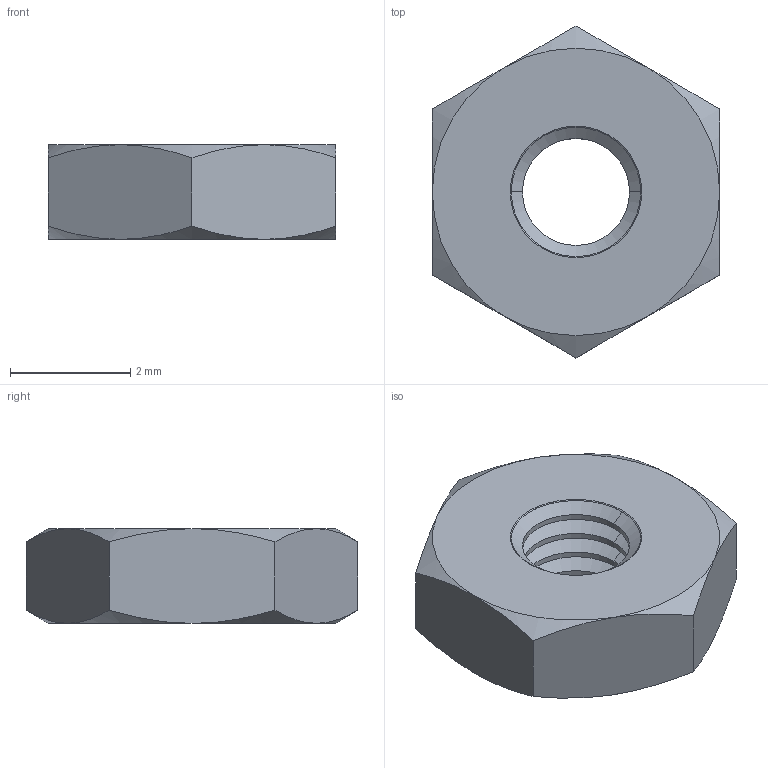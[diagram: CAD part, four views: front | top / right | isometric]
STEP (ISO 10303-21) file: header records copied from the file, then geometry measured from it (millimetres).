
FILE_DESCRIPTION (( 'STEP AP203' ), '1' );
FILE_NAME ('hex nut_quanser ansi inch_HNUT 0.086-56-D-S_sldprt.STEP', '2016-06-02T17:09:24', ( 'Shusen Zhang' ), ( 'MathWorks' ), 'SwSTEP 2.0', 'SolidWorks 2015', '' );
FILE_SCHEMA (( 'CONFIG_CONTROL_DESIGN' ));
Length unit declared in the file: inch
Products named in the file (1): hex nut_quanser ansi inch_HNUT 0.086-56-D-S_sldprt
Bounding box: 4.78 x 5.51 x 1.57 mm (x, y, z)
Volume: 26.2 mm3; surface area: 71.1 mm2
Topology: 1 solids, 1 shells, 50 faces, 104 edges, 56 vertices
Faces by surface type: cone 32, cylinder 10, plane 8
Entity records: 1431 total; most frequent: CARTESIAN_POINT 315, DIRECTION 226, ORIENTED_EDGE 208, EDGE_CURVE 104, AXIS2_PLACEMENT_3D 95, VERTEX_POINT 56, EDGE_LOOP 52, ADVANCED_FACE 50
